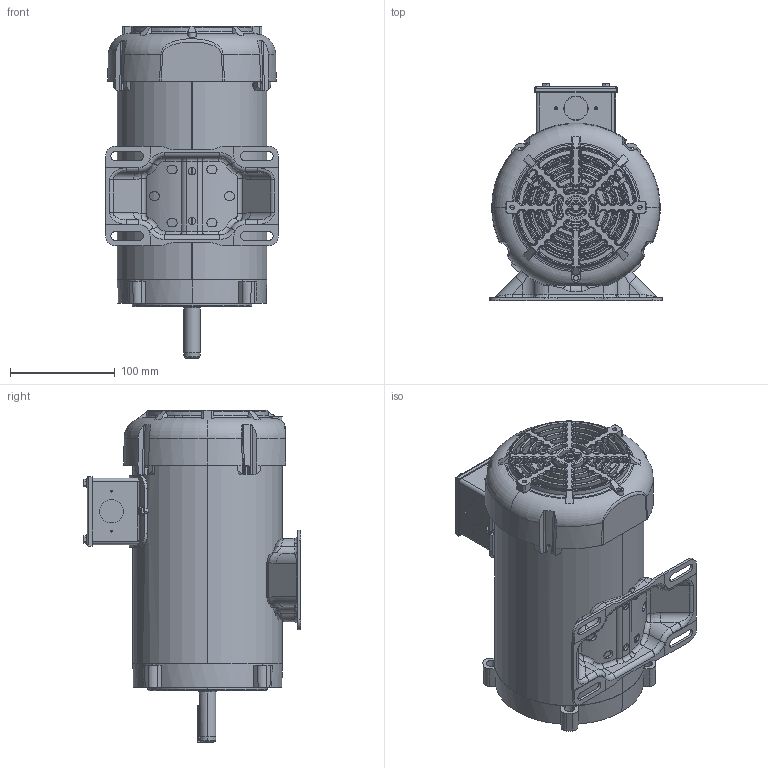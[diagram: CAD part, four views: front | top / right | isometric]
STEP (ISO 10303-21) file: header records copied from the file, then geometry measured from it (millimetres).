
FILE_DESCRIPTION (( 'STEP AP203' ), '1' );
FILE_NAME ('SS75928-750-rev5.STEP', '2016-05-10T16:12:43', ( 'admin' ), ( '' ), 'SwSTEP 2.0', 'SolidWorks 2015', '' );
FILE_SCHEMA (( 'CONFIG_CONTROL_DESIGN' ));
Length unit declared in the file: inch
Products named in the file (1): SS75928-750-rev5
Bounding box: 165.1 x 207.49 x 316.96 mm (x, y, z)
Volume: 623907.5 mm3; surface area: 489042.5 mm2
Topology: 16 solids, 16 shells, 4217 faces, 10540 edges, 6353 vertices
Faces by surface type: torus 1125, plane 881, cone 871, cylinder 669, bspline 625, sphere 46
Entity records: 155645 total; most frequent: CARTESIAN_POINT 58445, ORIENTED_EDGE 21004, DIRECTION 20523, EDGE_CURVE 10502, AXIS2_PLACEMENT_3D 8845, VERTEX_POINT 6345, CIRCLE 5252, EDGE_LOOP 4451
